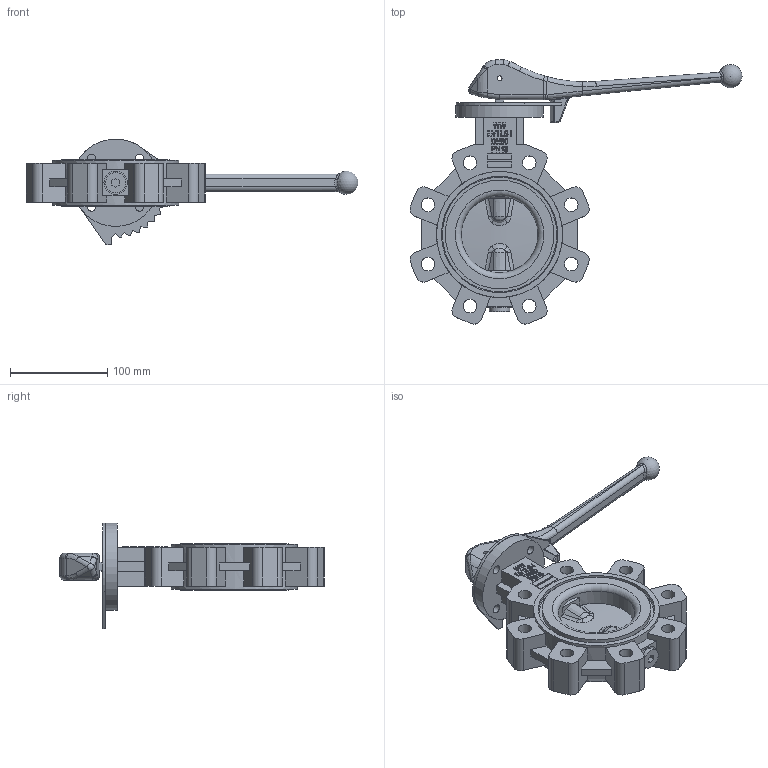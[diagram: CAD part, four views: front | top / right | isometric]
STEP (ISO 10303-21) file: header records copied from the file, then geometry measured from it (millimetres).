
FILE_DESCRIPTION(/* description */ ('STEP AP203'),/* implementation_level */ '2;1');
FILE_NAME(/* name */ '2316bs80_stp_1.step',/* time_stamp */ '2025-10-23T13:32:23+02:00',/* author */ (''),/* organization */ (''),/* preprocessor_version */ 'ST-DEVELOPER v20.1',/* originating_system */ 'Autodesk Translation Framework v14.17.0.0',/* authorisation */ '');
FILE_SCHEMA (('AUTOMOTIVE_DESIGN { 1 0 10303 214 3 1 1 }'));
Length unit declared in the file: millimetre
Products named in the file (2): EVTLS-i DN80 PN16 F07-L9; EV-SERIES LEVER L1
Assembly tree (1 placements, depth 2):
  EVTLS-i DN80 PN16 F07-L9
    EV-SERIES LEVER L1
Bounding box: 342.27 x 272.36 x 109 mm (x, y, z)
Volume: 996398.3 mm3; surface area: 170031.2 mm2
Topology: 2 solids, 2 shells, 620 faces, 1633 edges, 1042 vertices
Faces by surface type: plane 326, bspline 135, cylinder 112, torus 32, cone 9, sphere 6
Full cylindrical faces by diameter (mm): 5 x1, 9 x4, 12 x1, 14 x8, 16 x1, 21 x1, 24 x1, 55 x1, 79.1 x1, 90 x1, 112 x2, 120 x2, 130 x2
Entity records: 26751 total; most frequent: CARTESIAN_POINT 11936, ORIENTED_EDGE 3238, DIRECTION 2703, EDGE_CURVE 1619, VERTEX_POINT 1042, LINE 959, VECTOR 959, AXIS2_PLACEMENT_3D 872
